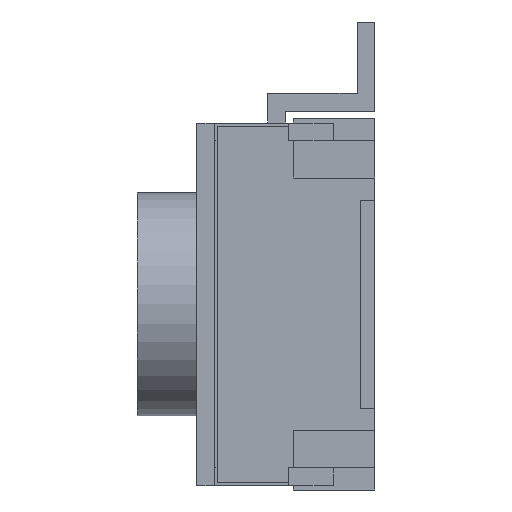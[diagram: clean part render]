
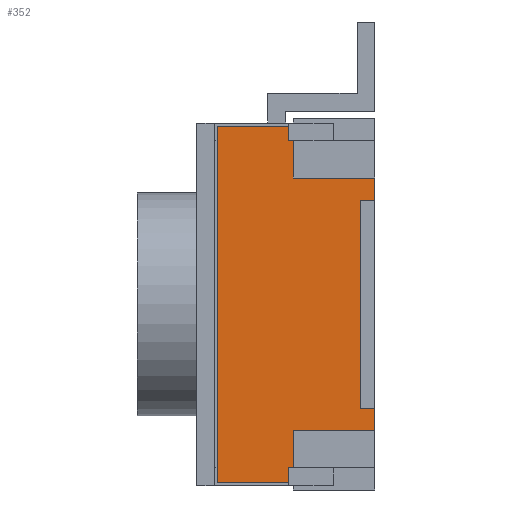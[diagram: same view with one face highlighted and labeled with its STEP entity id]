
A CAD part, left-side view. The second image highlights one B-rep face of the part: STEP entity #352.
In plain terms, the highlighted planar face has unit normal (-1, 0, 0).
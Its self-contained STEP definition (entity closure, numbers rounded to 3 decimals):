
#27 = VERTEX_POINT ( 'NONE', #932 ) ;
#81 = ORIENTED_EDGE ( 'NONE', *, *, #700, .T. ) ;
#83 = EDGE_CURVE ( 'NONE', #27, #662, #1250, .T. ) ;
#84 = ORIENTED_EDGE ( 'NONE', *, *, #2533, .F. ) ;
#94 = ORIENTED_EDGE ( 'NONE', *, *, #2490, .F. ) ;
#148 = ORIENTED_EDGE ( 'NONE', *, *, #2748, .F. ) ;
#166 = VERTEX_POINT ( 'NONE', #1625 ) ;
#171 = VERTEX_POINT ( 'NONE', #1670 ) ;
#195 = EDGE_CURVE ( 'NONE', #2742, #171, #1838, .T. ) ;
#251 = EDGE_CURVE ( 'NONE', #2762, #27, #2237, .T. ) ;
#255 = ORIENTED_EDGE ( 'NONE', *, *, #2408, .T. ) ;
#274 = EDGE_CURVE ( 'NONE', #457, #166, #2275, .T. ) ;
#339 = EDGE_LOOP ( 'NONE', ( #255, #2753, #721, #81, #687, #621, #549, #816, #2710, #84, #504, #439, #94, #508, #148, #629 ) ) ;
#341 = VERTEX_POINT ( 'NONE', #2456 ) ;
#348 = EDGE_CURVE ( 'NONE', #341, #698, #2502, .T. ) ;
#352 = ADVANCED_FACE ( 'NONE', ( #2524 ), #2525, .F. ) ;
#416 = VERTEX_POINT ( 'NONE', #1778 ) ;
#431 = EDGE_CURVE ( 'NONE', #521, #2532, #1874, .T. ) ;
#439 = ORIENTED_EDGE ( 'NONE', *, *, #2767, .T. ) ;
#457 = VERTEX_POINT ( 'NONE', #2083 ) ;
#504 = ORIENTED_EDGE ( 'NONE', *, *, #274, .F. ) ;
#506 = VERTEX_POINT ( 'NONE', #962 ) ;
#508 = ORIENTED_EDGE ( 'NONE', *, *, #431, .T. ) ;
#518 = EDGE_CURVE ( 'NONE', #506, #698, #1025, .T. ) ;
#521 = VERTEX_POINT ( 'NONE', #1041 ) ;
#549 = ORIENTED_EDGE ( 'NONE', *, *, #2763, .F. ) ;
#621 = ORIENTED_EDGE ( 'NONE', *, *, #518, .F. ) ;
#622 = EDGE_CURVE ( 'NONE', #416, #2200, #1510, .T. ) ;
#629 = ORIENTED_EDGE ( 'NONE', *, *, #195, .T. ) ;
#662 = VERTEX_POINT ( 'NONE', #1821 ) ;
#687 = ORIENTED_EDGE ( 'NONE', *, *, #348, .T. ) ;
#698 = VERTEX_POINT ( 'NONE', #2147 ) ;
#700 = EDGE_CURVE ( 'NONE', #416, #341, #2148, .T. ) ;
#721 = ORIENTED_EDGE ( 'NONE', *, *, #622, .F. ) ;
#771 = CARTESIAN_POINT ( 'NONE',  ( -1.5, 0.58, -1.2 ) ) ;
#816 = ORIENTED_EDGE ( 'NONE', *, *, #251, .T. ) ;
#842 = CARTESIAN_POINT ( 'NONE',  ( -1.5, 0.55, -0.85 ) ) ;
#882 = LINE ( 'NONE', #883, #884 ) ;
#883 = CARTESIAN_POINT ( 'NONE',  ( -1.5, 0.55, -0.85 ) ) ;
#884 = VECTOR ( 'NONE', #886, 1000. ) ;
#886 = DIRECTION ( 'NONE',  ( 0., 0., -1. ) ) ;
#932 = CARTESIAN_POINT ( 'NONE',  ( -1.5, 0.58, 1.1 ) ) ;
#945 = CARTESIAN_POINT ( 'NONE',  ( -1.5, 0.55, 1.1 ) ) ;
#946 = LINE ( 'NONE', #947, #948 ) ;
#947 = CARTESIAN_POINT ( 'NONE',  ( -1.5, 0.55, 0.85 ) ) ;
#948 = VECTOR ( 'NONE', #949, 1000. ) ;
#949 = DIRECTION ( 'NONE',  ( 0., 0., -1. ) ) ;
#962 = CARTESIAN_POINT ( 'NONE',  ( -1.5, 0.55, 0.85 ) ) ;
#964 = LINE ( 'NONE', #965, #966 ) ;
#965 = CARTESIAN_POINT ( 'NONE',  ( -1.5, 1.06, -1.2 ) ) ;
#966 = VECTOR ( 'NONE', #967, 1000. ) ;
#967 = DIRECTION ( 'NONE',  ( 0., -1., 0. ) ) ;
#995 = EDGE_CURVE ( 'NONE', #1053, #2200, #2345, .T. ) ;
#1025 = LINE ( 'NONE', #1026, #1027 ) ;
#1026 = CARTESIAN_POINT ( 'NONE',  ( -1.5, 0.55, 0.85 ) ) ;
#1027 = VECTOR ( 'NONE', #1028, 1000. ) ;
#1028 = DIRECTION ( 'NONE',  ( 0., -1., 0. ) ) ;
#1041 = CARTESIAN_POINT ( 'NONE',  ( -1.5, 0.58, -1.1 ) ) ;
#1053 = VERTEX_POINT ( 'NONE', #2376 ) ;
#1250 = LINE ( 'NONE', #1251, #1252 ) ;
#1251 = CARTESIAN_POINT ( 'NONE',  ( -1.5, 0.58, 1.22 ) ) ;
#1252 = VECTOR ( 'NONE', #1254, 1000. ) ;
#1254 = DIRECTION ( 'NONE',  ( 0., 0., 1. ) ) ;
#1510 = LINE ( 'NONE', #1511, #1512 ) ;
#1511 = CARTESIAN_POINT ( 'NONE',  ( -1.5, 0.1, 1.22 ) ) ;
#1512 = VECTOR ( 'NONE', #1513, 1000. ) ;
#1513 = DIRECTION ( 'NONE',  ( 0., 0., -1. ) ) ;
#1625 = CARTESIAN_POINT ( 'NONE',  ( -1.5, 1.06, 1.2 ) ) ;
#1670 = CARTESIAN_POINT ( 'NONE',  ( -1.5, 0., -0.85 ) ) ;
#1760 = CARTESIAN_POINT ( 'NONE',  ( -1.5, 0.1, -0.7 ) ) ;
#1778 = CARTESIAN_POINT ( 'NONE',  ( -1.5, 0.1, 0.7 ) ) ;
#1821 = CARTESIAN_POINT ( 'NONE',  ( -1.5, 0.58, 1.2 ) ) ;
#1838 = LINE ( 'NONE', #1839, #1840 ) ;
#1839 = CARTESIAN_POINT ( 'NONE',  ( -1.5, 0.55, -0.85 ) ) ;
#1840 = VECTOR ( 'NONE', #1841, 1000. ) ;
#1841 = DIRECTION ( 'NONE',  ( 0., -1., 0. ) ) ;
#1874 = LINE ( 'NONE', #1875, #1876 ) ;
#1875 = CARTESIAN_POINT ( 'NONE',  ( -1.5, 1.06, -1.1 ) ) ;
#1876 = VECTOR ( 'NONE', #1877, 1000. ) ;
#1877 = DIRECTION ( 'NONE',  ( 0., -1., 0. ) ) ;
#1907 = LINE ( 'NONE', #1908, #1909 ) ;
#1908 = CARTESIAN_POINT ( 'NONE',  ( -1.5, 0., 1.22 ) ) ;
#1909 = VECTOR ( 'NONE', #1910, 1000. ) ;
#1910 = DIRECTION ( 'NONE',  ( 0., 0., 1. ) ) ;
#1968 = LINE ( 'NONE', #1969, #1970 ) ;
#1969 = CARTESIAN_POINT ( 'NONE',  ( -1.5, 0.58, 1.22 ) ) ;
#1970 = VECTOR ( 'NONE', #1971, 1000. ) ;
#1971 = DIRECTION ( 'NONE',  ( 0., 0., -1. ) ) ;
#2061 = CARTESIAN_POINT ( 'NONE',  ( -1.5, 0.55, -1.1 ) ) ;
#2066 = LINE ( 'NONE', #2067, #2070 ) ;
#2067 = CARTESIAN_POINT ( 'NONE',  ( -1.5, 1.06, 1.2 ) ) ;
#2070 = VECTOR ( 'NONE', #2071, 1000. ) ;
#2071 = DIRECTION ( 'NONE',  ( 0., -1., 0. ) ) ;
#2083 = CARTESIAN_POINT ( 'NONE',  ( -1.5, 1.06, -1.2 ) ) ;
#2147 = CARTESIAN_POINT ( 'NONE',  ( -1.5, 0., 0.85 ) ) ;
#2148 = LINE ( 'NONE', #2149, #2150 ) ;
#2149 = CARTESIAN_POINT ( 'NONE',  ( -1.5, 1.06, 0.7 ) ) ;
#2150 = VECTOR ( 'NONE', #2151, 1000. ) ;
#2151 = DIRECTION ( 'NONE',  ( 0., -1., 0. ) ) ;
#2200 = VERTEX_POINT ( 'NONE', #1760 ) ;
#2237 = LINE ( 'NONE', #2238, #2239 ) ;
#2238 = CARTESIAN_POINT ( 'NONE',  ( -1.5, 1.06, 1.1 ) ) ;
#2239 = VECTOR ( 'NONE', #2240, 1000. ) ;
#2240 = DIRECTION ( 'NONE',  ( 0., 1., 0. ) ) ;
#2275 = LINE ( 'NONE', #2276, #2277 ) ;
#2276 = CARTESIAN_POINT ( 'NONE',  ( -1.5, 1.06, 1.22 ) ) ;
#2277 = VECTOR ( 'NONE', #2278, 1000. ) ;
#2278 = DIRECTION ( 'NONE',  ( 0., 0., 1. ) ) ;
#2345 = LINE ( 'NONE', #2346, #2347 ) ;
#2346 = CARTESIAN_POINT ( 'NONE',  ( -1.5, 1.06, -0.7 ) ) ;
#2347 = VECTOR ( 'NONE', #2348, 1000. ) ;
#2348 = DIRECTION ( 'NONE',  ( 0., 1., 0. ) ) ;
#2376 = CARTESIAN_POINT ( 'NONE',  ( -1.5, 0., -0.7 ) ) ;
#2408 = EDGE_CURVE ( 'NONE', #171, #1053, #1907, .T. ) ;
#2456 = CARTESIAN_POINT ( 'NONE',  ( -1.5, 0., 0.7 ) ) ;
#2490 = EDGE_CURVE ( 'NONE', #521, #2648, #1968, .T. ) ;
#2502 = LINE ( 'NONE', #2503, #2504 ) ;
#2503 = CARTESIAN_POINT ( 'NONE',  ( -1.5, 0., 1.22 ) ) ;
#2504 = VECTOR ( 'NONE', #2505, 1000. ) ;
#2505 = DIRECTION ( 'NONE',  ( 0., 0., 1. ) ) ;
#2524 = FACE_OUTER_BOUND ( 'NONE', #339, .T. ) ;
#2525 = PLANE ( 'NONE',  #2526 ) ;
#2526 = AXIS2_PLACEMENT_3D ( 'NONE', #2527, #2528, #2529 ) ;
#2527 = CARTESIAN_POINT ( 'NONE',  ( -1.5, 1.06, 1.22 ) ) ;
#2528 = DIRECTION ( 'NONE',  ( 1., 0., 0. ) ) ;
#2529 = DIRECTION ( 'NONE',  ( 0., 0., -1. ) ) ;
#2532 = VERTEX_POINT ( 'NONE', #2061 ) ;
#2533 = EDGE_CURVE ( 'NONE', #166, #662, #2066, .T. ) ;
#2648 = VERTEX_POINT ( 'NONE', #771 ) ;
#2710 = ORIENTED_EDGE ( 'NONE', *, *, #83, .T. ) ;
#2742 = VERTEX_POINT ( 'NONE', #842 ) ;
#2748 = EDGE_CURVE ( 'NONE', #2742, #2532, #882, .T. ) ;
#2753 = ORIENTED_EDGE ( 'NONE', *, *, #995, .T. ) ;
#2762 = VERTEX_POINT ( 'NONE', #945 ) ;
#2763 = EDGE_CURVE ( 'NONE', #2762, #506, #946, .T. ) ;
#2767 = EDGE_CURVE ( 'NONE', #457, #2648, #964, .T. ) ;
